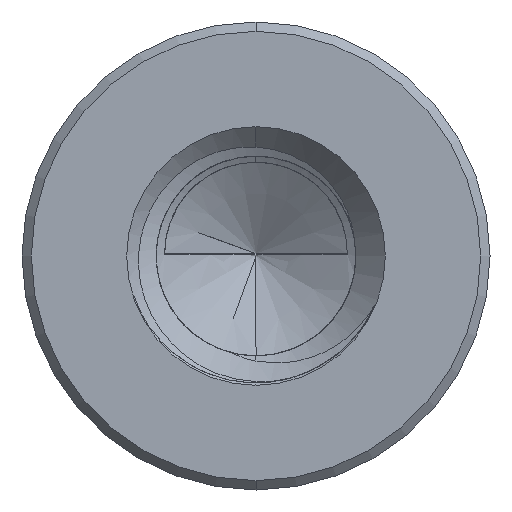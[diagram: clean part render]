
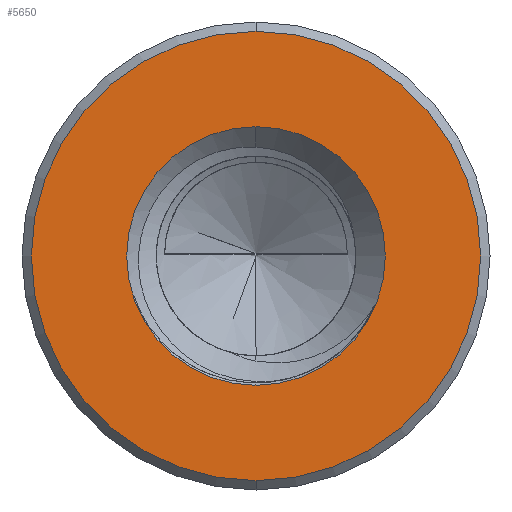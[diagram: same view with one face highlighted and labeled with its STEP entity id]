
A CAD part, front view. The second image highlights one B-rep face of the part: STEP entity #5650.
In plain terms, the highlighted planar face has unit normal (0, -1, 0).
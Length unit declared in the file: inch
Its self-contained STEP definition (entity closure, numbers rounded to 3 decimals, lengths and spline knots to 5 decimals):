
#183 = EDGE_LOOP ( 'NONE', ( #1704, #6680 ) ) ;
#348 = DIRECTION ( 'NONE',  ( 0., -1., 0. ) ) ;
#480 = EDGE_CURVE ( 'NONE', #4028, #2535, #689, .T. ) ;
#689 = CIRCLE ( 'NONE', #1973, 0.11985 ) ;
#880 = ORIENTED_EDGE ( 'NONE', *, *, #4969, .T. ) ;
#1062 = AXIS2_PLACEMENT_3D ( 'NONE', #3781, #6517, #5433 ) ;
#1395 = AXIS2_PLACEMENT_3D ( 'NONE', #4741, #3719, #5332 ) ;
#1438 = CARTESIAN_POINT ( 'NONE',  ( 0., 0., 0. ) ) ;
#1704 = ORIENTED_EDGE ( 'NONE', *, *, #480, .T. ) ;
#1745 = CARTESIAN_POINT ( 'NONE',  ( 0., 0., 0. ) ) ;
#1973 = AXIS2_PLACEMENT_3D ( 'NONE', #1438, #348, #4156 ) ;
#2298 = DIRECTION ( 'NONE',  ( 0., 0., 1. ) ) ;
#2375 = CIRCLE ( 'NONE', #1395, 0.069 ) ;
#2535 = VERTEX_POINT ( 'NONE', #6394 ) ;
#2588 = DIRECTION ( 'NONE',  ( 0., 1., 0. ) ) ;
#2732 = CARTESIAN_POINT ( 'NONE',  ( 0., 0., 0.069 ) ) ;
#3056 = FACE_OUTER_BOUND ( 'NONE', #183, .T. ) ;
#3064 = CARTESIAN_POINT ( 'NONE',  ( 0., 0., -0.069 ) ) ;
#3291 = EDGE_CURVE ( 'NONE', #4011, #5665, #5601, .T. ) ;
#3313 = EDGE_LOOP ( 'NONE', ( #880, #4671 ) ) ;
#3607 = CARTESIAN_POINT ( 'NONE',  ( 0., 0., 0. ) ) ;
#3719 = DIRECTION ( 'NONE',  ( 0., 1., 0. ) ) ;
#3781 = CARTESIAN_POINT ( 'NONE',  ( 0., 0., 0. ) ) ;
#3819 = CARTESIAN_POINT ( 'NONE',  ( 0., 0., 0.11985 ) ) ;
#3943 = AXIS2_PLACEMENT_3D ( 'NONE', #3607, #2588, #4148 ) ;
#3994 = CIRCLE ( 'NONE', #1062, 0.11985 ) ;
#4011 = VERTEX_POINT ( 'NONE', #2732 ) ;
#4013 = EDGE_CURVE ( 'NONE', #2535, #4028, #3994, .T. ) ;
#4028 = VERTEX_POINT ( 'NONE', #3819 ) ;
#4148 = DIRECTION ( 'NONE',  ( 0., 0., 1. ) ) ;
#4156 = DIRECTION ( 'NONE',  ( 0., 0., 1. ) ) ;
#4669 = FACE_BOUND ( 'NONE', #3313, .T. ) ;
#4671 = ORIENTED_EDGE ( 'NONE', *, *, #3291, .T. ) ;
#4741 = CARTESIAN_POINT ( 'NONE',  ( 0., 0., 0. ) ) ;
#4969 = EDGE_CURVE ( 'NONE', #5665, #4011, #2375, .T. ) ;
#5255 = PLANE ( 'NONE',  #3943 ) ;
#5332 = DIRECTION ( 'NONE',  ( 0., 0., 1. ) ) ;
#5350 = AXIS2_PLACEMENT_3D ( 'NONE', #1745, #6081, #2298 ) ;
#5433 = DIRECTION ( 'NONE',  ( 0., 0., 1. ) ) ;
#5601 = CIRCLE ( 'NONE', #5350, 0.069 ) ;
#5650 = ADVANCED_FACE ( 'NONE', ( #4669, #3056 ), #5255, .F. ) ;
#5665 = VERTEX_POINT ( 'NONE', #3064 ) ;
#6081 = DIRECTION ( 'NONE',  ( 0., 1., 0. ) ) ;
#6394 = CARTESIAN_POINT ( 'NONE',  ( 0., 0., -0.11985 ) ) ;
#6517 = DIRECTION ( 'NONE',  ( 0., -1., 0. ) ) ;
#6680 = ORIENTED_EDGE ( 'NONE', *, *, #4013, .T. ) ;
